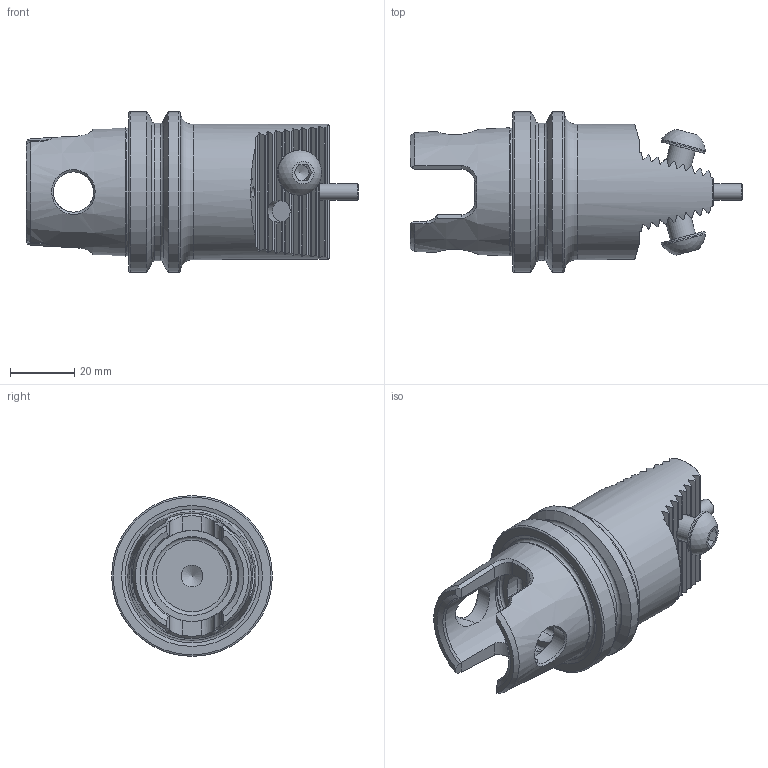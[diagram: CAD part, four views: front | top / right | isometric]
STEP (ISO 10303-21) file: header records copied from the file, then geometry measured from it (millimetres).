
FILE_DESCRIPTION (( 'STEP AP214' ), '1' );
FILE_NAME ('KM5.Z42.K23.090.STEP', '2020-08-14T11:16:17', ( '' ), ( '' ), 'SwSTEP 2.0', 'SolidWorks 2017', '' );
FILE_SCHEMA (( 'AUTOMOTIVE_DESIGN' ));
Length unit declared in the file: millimetre
Products named in the file (6): KM5-Z42.K23.090_B; KM5.Z42.K23.090; Z42-ER1.003.020_A_gespannt; Z42-ER1.002.020_A; Z42-ER1.001.020; Z42-ER2.001.019_A
Assembly tree (6 placements, depth 3):
  KM5.Z42.K23.090
    KM5-Z42.K23.090_B
    Z42-ER1.001.020  x2
      Z42-ER1.002.020_A
      Z42-ER1.003.020_A_gespannt
    Z42-ER2.001.019_A
Bounding box: 103.15 x 50 x 50 mm (x, y, z)
Volume: 89583.1 mm3; surface area: 22935.1 mm2
Topology: 6 solids, 6 shells, 314 faces, 835 edges, 537 vertices
Faces by surface type: plane 178, cylinder 75, cone 32, bspline 14, torus 13, sphere 2
Full cylindrical faces by diameter (mm): 2.9 x1, 3 x1, 3.3 x5, 4 x1, 5 x1, 6.8 x3, 8 x2, 8.4 x2, 9 x2, 12.5 x2, 14 x4, 24.5 x1, 28.275 x1, 30 x1, 42 x1, 42.6 x1, 50 x2
Entity records: 11273 total; most frequent: CARTESIAN_POINT 4571, ORIENTED_EDGE 1400, DIRECTION 1032, EDGE_CURVE 700, VERTEX_POINT 483, AXIS2_PLACEMENT_3D 403, EDGE_LOOP 367, FACE_OUTER_BOUND 331
